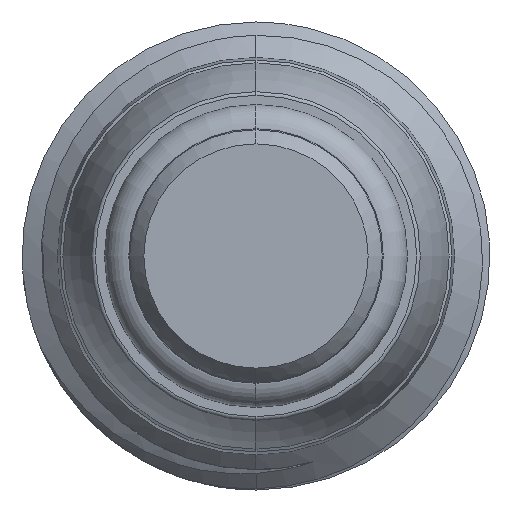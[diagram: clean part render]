
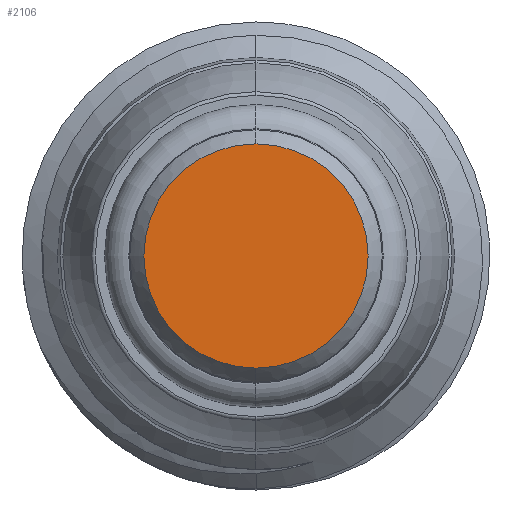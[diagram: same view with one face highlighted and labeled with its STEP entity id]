
A CAD part, left-side view. The second image highlights one B-rep face of the part: STEP entity #2106.
In plain terms, the highlighted planar face has unit normal (-1, 0, 0).
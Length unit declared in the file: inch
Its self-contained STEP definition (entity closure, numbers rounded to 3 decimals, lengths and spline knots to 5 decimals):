
#104 = EDGE_CURVE ( 'NONE', #1276, #1053, #1141, .T. ) ;
#151 = DIRECTION ( 'NONE',  ( -1., 0., 0. ) ) ;
#194 = DIRECTION ( 'NONE',  ( -1., 0., 0. ) ) ;
#439 = PLANE ( 'NONE',  #3683 ) ;
#544 = DIRECTION ( 'NONE',  ( 0., 0., 1. ) ) ;
#546 = CARTESIAN_POINT ( 'NONE',  ( 0., 0.21027, 0. ) ) ;
#708 = CIRCLE ( 'NONE', #3931, 0.21027 ) ;
#947 = DIRECTION ( 'NONE',  ( 0., 0., 1. ) ) ;
#1053 = VERTEX_POINT ( 'NONE', #3143 ) ;
#1141 = CIRCLE ( 'NONE', #1820, 0.21027 ) ;
#1276 = VERTEX_POINT ( 'NONE', #2406 ) ;
#1461 = EDGE_LOOP ( 'NONE', ( #2347, #3913 ) ) ;
#1740 = CARTESIAN_POINT ( 'NONE',  ( 0., 0., 0. ) ) ;
#1820 = AXIS2_PLACEMENT_3D ( 'NONE', #1740, #194, #947 ) ;
#2106 = ADVANCED_FACE ( 'NONE', ( #3246 ), #439, .F. ) ;
#2347 = ORIENTED_EDGE ( 'NONE', *, *, #104, .T. ) ;
#2406 = CARTESIAN_POINT ( 'NONE',  ( 0., 0., 0.21027 ) ) ;
#2417 = CARTESIAN_POINT ( 'NONE',  ( 0., 0., 0. ) ) ;
#2665 = EDGE_CURVE ( 'NONE', #1053, #1276, #708, .T. ) ;
#2819 = DIRECTION ( 'NONE',  ( 0., 0., -1. ) ) ;
#3143 = CARTESIAN_POINT ( 'NONE',  ( 0., 0., -0.21027 ) ) ;
#3190 = DIRECTION ( 'NONE',  ( 1., 0., 0. ) ) ;
#3246 = FACE_OUTER_BOUND ( 'NONE', #1461, .T. ) ;
#3683 = AXIS2_PLACEMENT_3D ( 'NONE', #546, #3190, #2819 ) ;
#3913 = ORIENTED_EDGE ( 'NONE', *, *, #2665, .T. ) ;
#3931 = AXIS2_PLACEMENT_3D ( 'NONE', #2417, #151, #544 ) ;
